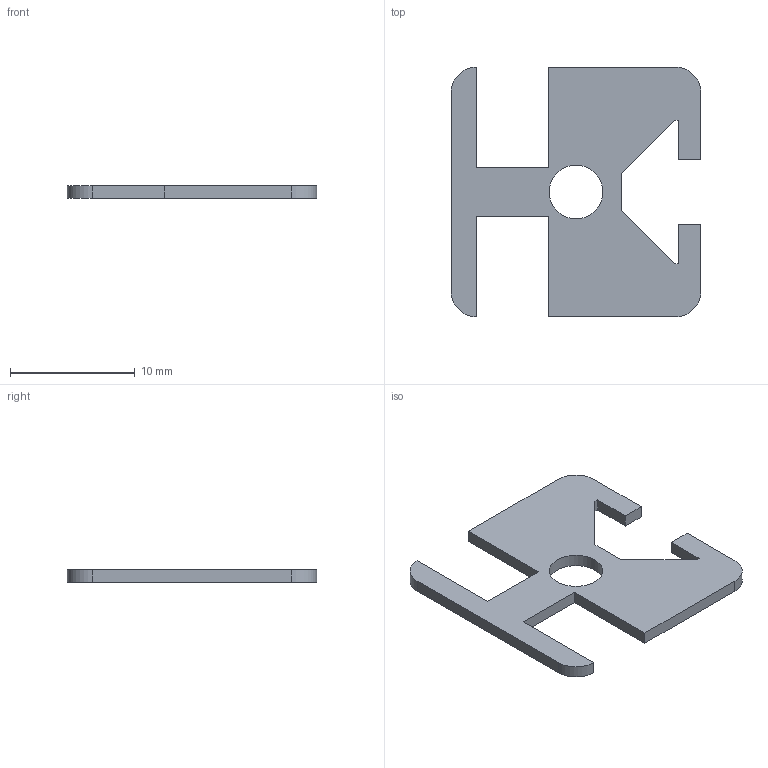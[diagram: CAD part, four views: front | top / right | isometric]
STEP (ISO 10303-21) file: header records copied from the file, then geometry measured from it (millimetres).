
FILE_DESCRIPTION((''),'2;1');
FILE_NAME('SP202_extern.ipt.step','2007-09-10T15:09:24',(''),(''),'Autodesk Inventor 11','Autodesk Inventor 11','');
FILE_SCHEMA(('AUTOMOTIVE_DESIGN { 1 0 10303 214 1 1 1 1 }'));
Length unit declared in the file: millimetre
Products named in the file (1): SP202_extern
Bounding box: 20 x 20 x 1 mm (x, y, z)
Volume: 245.6 mm3; surface area: 633.6 mm2
Topology: 1 solids, 1 shells, 27 faces, 76 edges, 51 vertices
Faces by surface type: plane 19, cylinder 4, bspline 4
Entity records: 894 total; most frequent: CARTESIAN_POINT 178, ORIENTED_EDGE 148, DIRECTION 132, EDGE_CURVE 74, VECTOR 64, LINE 64, VERTEX_POINT 50, AXIS2_PLACEMENT_3D 34
